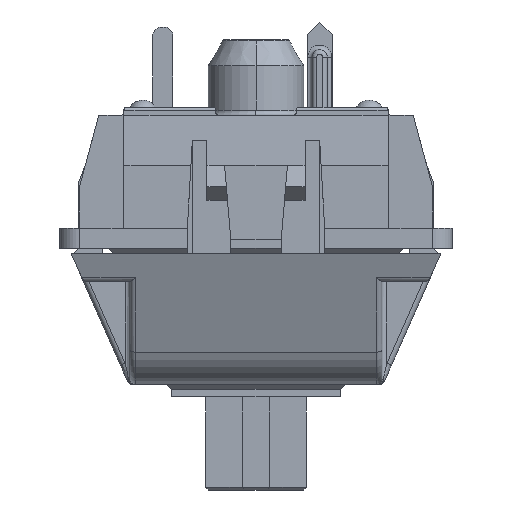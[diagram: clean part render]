
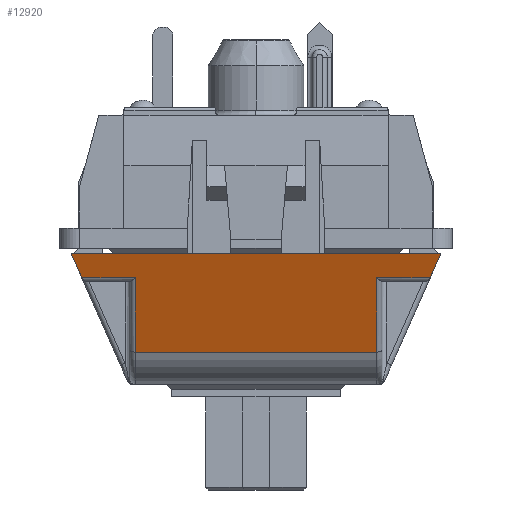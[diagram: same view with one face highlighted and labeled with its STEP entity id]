
A CAD part, left-side view. The second image highlights one B-rep face of the part: STEP entity #12920.
In plain terms, the highlighted planar face has unit normal (-0.933, 0, -0.359).
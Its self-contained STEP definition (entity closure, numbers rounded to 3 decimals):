
#9248=CARTESIAN_POINT('',(-7.35,-7.35,
5.2));
#9249=CARTESIAN_POINT('',(-7.35,-5.717,
5.2));
#9250=CARTESIAN_POINT('',(-7.35,-2.45,
5.2));
#9251=CARTESIAN_POINT('',(-7.35,2.45,5.2));
#9252=CARTESIAN_POINT('',(-7.35,5.717,5.2));
#9253=CARTESIAN_POINT('',(-7.35,7.35,5.2));
#9496=DIRECTION('',(-0.359,0.,0.933));
#9497=VECTOR('',#9496,3.157);
#9498=CARTESIAN_POINT('',(-5.842,-4.8,1.282));
#9499=LINE('',#9498,#9497);
#9500=DIRECTION('',(0.,1.,0.));
#9501=VECTOR('',#9500,9.6);
#9502=CARTESIAN_POINT('',(-5.842,-4.8,1.282));
#9503=LINE('',#9502,#9501);
#9504=DIRECTION('',(0.359,0.,-0.933));
#9505=VECTOR('',#9504,3.157);
#9506=CARTESIAN_POINT('',(-6.976,4.8,4.228));
#9507=LINE('',#9506,#9505);
#9508=DIRECTION('',(0.,-1.,0.));
#9509=VECTOR('',#9508,2.12);
#9510=CARTESIAN_POINT('',(-6.976,6.92,4.228));
#9511=LINE('',#9510,#9509);
#9512=DIRECTION('',(0.,-1.,0.));
#9513=VECTOR('',#9512,2.12);
#9514=CARTESIAN_POINT('',(-6.976,-4.8,4.228));
#9515=LINE('',#9514,#9513);
#10064=DIRECTION('',(0.332,0.382,-0.863));
#10065=VECTOR('',#10064,1.126);
#10066=CARTESIAN_POINT('',(-7.35,-7.35,
5.2));
#10067=LINE('',#10066,#10065);
#11076=DIRECTION('',(-0.332,0.382,0.863));
#11077=VECTOR('',#11076,1.126);
#11078=CARTESIAN_POINT('',(-6.976,6.92,
4.228));
#11079=LINE('',#11078,#11077);
#11083=CARTESIAN_POINT('',(-6.976,6.92,
4.228));
#11864=VERTEX_POINT('',#9248);
#11865=VERTEX_POINT('',#9253);
#12356=CARTESIAN_POINT('',(-5.842,-4.8,1.282));
#12357=VERTEX_POINT('',#12356);
#12362=CARTESIAN_POINT('',(-6.976,-4.8,4.228));
#12363=VERTEX_POINT('',#12362);
#12364=CARTESIAN_POINT('',(-6.976,-6.92,
4.228));
#12365=VERTEX_POINT('',#12364);
#12500=CARTESIAN_POINT('',(-5.842,4.8,1.282));
#12501=VERTEX_POINT('',#12500);
#12504=CARTESIAN_POINT('',(-6.976,4.8,4.228));
#12505=VERTEX_POINT('',#12504);
#12509=VERTEX_POINT('',#11083);
#12898=CARTESIAN_POINT('',(-6.35,0.,2.6));
#12899=DIRECTION('',(-0.933,0.,-0.359));
#12900=DIRECTION('',(-0.359,0.,0.933));
#12901=AXIS2_PLACEMENT_3D('',#12898,#12899,#12900);
#12902=PLANE('',#12901);
#12904=ORIENTED_EDGE('',*,*,#12903,.F.);
#12906=ORIENTED_EDGE('',*,*,#12905,.T.);
#12908=ORIENTED_EDGE('',*,*,#12907,.F.);
#12910=ORIENTED_EDGE('',*,*,#12909,.F.);
#12912=ORIENTED_EDGE('',*,*,#12911,.T.);
#12913=ORIENTED_EDGE('',*,*,#12728,.F.);
#12915=ORIENTED_EDGE('',*,*,#12914,.T.);
#12917=ORIENTED_EDGE('',*,*,#12916,.F.);
#12918=EDGE_LOOP('',(#12904,#12906,#12908,#12910,#12912,#12913,#12915,#12917));
#12919=FACE_OUTER_BOUND('',#12918,.F.);
#12920=ADVANCED_FACE('',(#12919),#12902,.T.);
#9254=B_SPLINE_CURVE_WITH_KNOTS('',3,(#9248,#9249,#9250,#9251,#9252,#9253),
.UNSPECIFIED.,.F.,.F.,(4,1,1,4),(0.,0.333,0.667,1.),
.UNSPECIFIED.);
#12728=EDGE_CURVE('',#11864,#11865,#9254,.T.);
#12903=EDGE_CURVE('',#12357,#12363,#9499,.T.);
#12905=EDGE_CURVE('',#12357,#12501,#9503,.T.);
#12907=EDGE_CURVE('',#12505,#12501,#9507,.T.);
#12909=EDGE_CURVE('',#12509,#12505,#9511,.T.);
#12911=EDGE_CURVE('',#12509,#11865,#11079,.T.);
#12914=EDGE_CURVE('',#11864,#12365,#10067,.T.);
#12916=EDGE_CURVE('',#12363,#12365,#9515,.T.);
